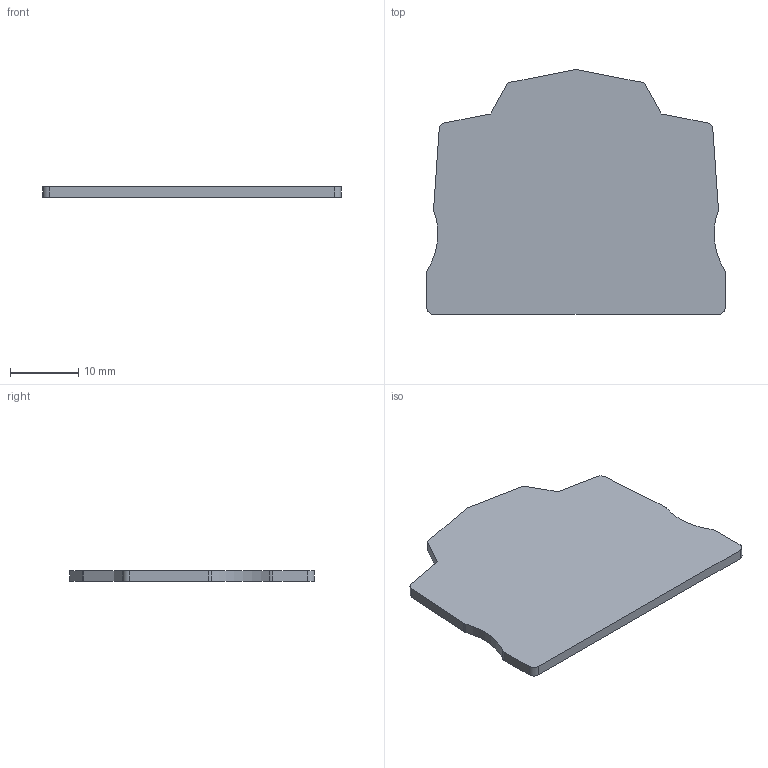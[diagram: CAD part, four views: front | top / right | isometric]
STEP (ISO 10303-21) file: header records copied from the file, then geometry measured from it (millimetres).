
FILE_DESCRIPTION((''),'2;1');
FILE_NAME('003903136_ESP-HMT_1-PT_ASM','2022-09-22T12:42:48',('klemen.sitar'),('Audax d.o.o.'),'CREO PARAMETRIC BY PTC INC, 2021304','CREO PARAMETRIC BY PTC INC, 2021304','');
FILE_SCHEMA(('AP242_MANAGED_MODEL_BASED_3D_ENGINEERING_MIM_LF { 1 0 10303 442 1 1 4 }'));
Length unit declared in the file: millimetre
Products named in the file (2): HMT_1-PT_1; 003903136_ESP-HMT_1-PT_ASM
Assembly tree (1 placements, depth 2):
  003903136_ESP-HMT_1-PT_ASM
    HMT_1-PT_1
Bounding box: 43.6 x 35.79 x 1.5 mm (x, y, z)
Volume: 1988 mm3; surface area: 2867.7 mm2
Topology: 1 solids, 1 shells, 26 faces, 80 edges, 56 vertices
Faces by surface type: plane 13, cylinder 13
Entity records: 1697 total; most frequent: DIRECTION 176, CARTESIAN_POINT 171, ORIENTED_EDGE 160, COLOUR_RGB 137, PRESENTATION_STYLE_ASSIGNMENT 110, STYLED_ITEM 110, CURVE_STYLE 83, EDGE_CURVE 80
